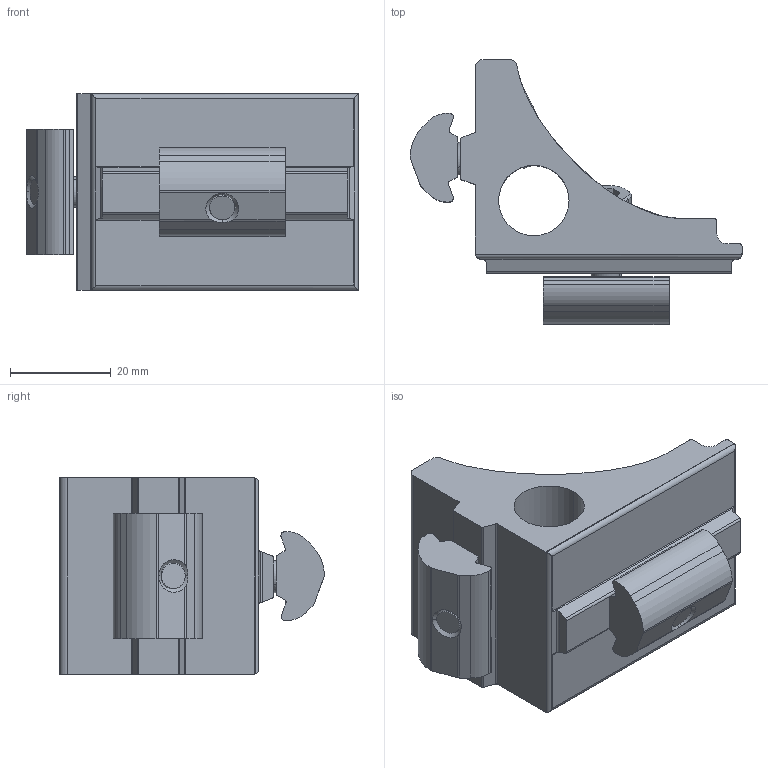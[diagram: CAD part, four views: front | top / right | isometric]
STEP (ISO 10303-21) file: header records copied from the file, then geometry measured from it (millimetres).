
FILE_DESCRIPTION (( 'STEP AP214' ), '1' );
FILE_NAME ('40mm SD Perpendicular Bracket Kit.step', '2020-03-06T23:13:59', ( '' ), ( '' ), 'SwSTEP 2.0', 'SolidWorks 2018', '' );
FILE_SCHEMA (( 'AUTOMOTIVE_DESIGN' ));
Length unit declared in the file: millimetre
Products named in the file (1): 40mm SD Perpendicular Bracket Kit
Bounding box: 66.03 x 52.68 x 39 mm (x, y, z)
Volume: 38560.8 mm3; surface area: 15703.4 mm2
Topology: 5 solids, 5 shells, 178 faces, 452 edges, 287 vertices
Faces by surface type: cylinder 71, plane 66, cone 22, bspline 13, torus 6
Entity records: 5833 total; most frequent: CARTESIAN_POINT 1492, ORIENTED_EDGE 904, DIRECTION 857, EDGE_CURVE 452, AXIS2_PLACEMENT_3D 309, VERTEX_POINT 287, LINE 239, VECTOR 239
